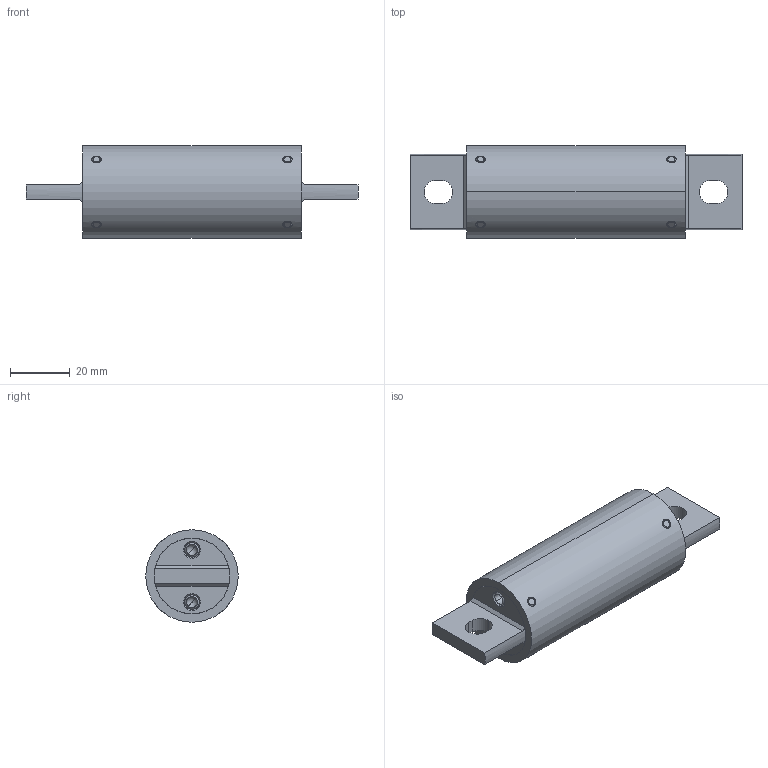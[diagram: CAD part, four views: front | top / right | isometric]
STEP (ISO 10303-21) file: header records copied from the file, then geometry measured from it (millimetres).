
FILE_DESCRIPTION (( 'STEP AP214' ), '1' );
FILE_NAME ('OUT-1208185.STEP', '2023-05-31T16:52:41', ( '' ), ( '' ), 'SwSTEP 2.0', 'SolidWorks 2021', '' );
FILE_SCHEMA (( 'AUTOMOTIVE_DESIGN' ));
Length unit declared in the file: inch
Products named in the file (1): OUT-1208185
Bounding box: 111.12 x 30.96 x 30.96 mm (x, y, z)
Volume: 29778.3 mm3; surface area: 21487 mm2
Topology: 15 solids, 15 shells, 236 faces, 562 edges, 334 vertices
Faces by surface type: cylinder 90, cone 74, plane 56, sphere 16
Entity records: 10962 total; most frequent: CARTESIAN_POINT 2449, DIRECTION 1126, ORIENTED_EDGE 1028, EDGE_CURVE 514, AXIS2_PLACEMENT_3D 451, VERTEX_POINT 318, EDGE_LOOP 276, UNCERTAINTY_MEASURE_WITH_UNIT 253
